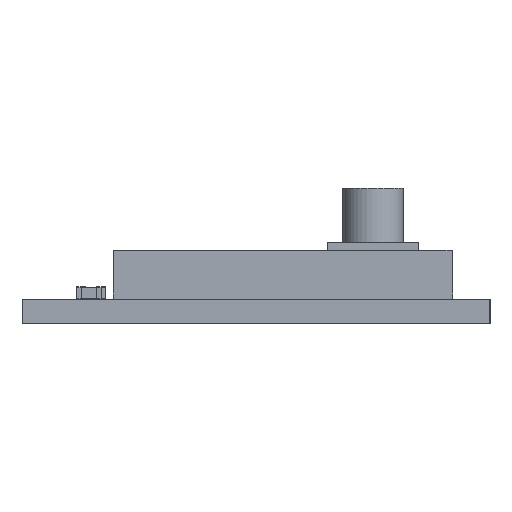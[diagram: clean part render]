
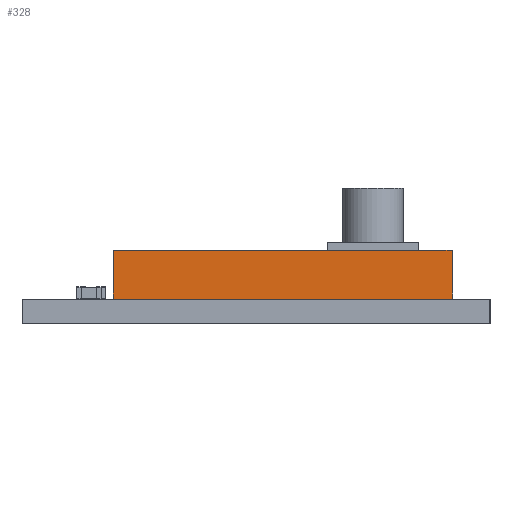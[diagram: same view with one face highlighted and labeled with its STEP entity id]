
A CAD part, left-side view. The second image highlights one B-rep face of the part: STEP entity #328.
In plain terms, the highlighted free-form (B-spline) face has degree [1, 1] with [2, 2] control points.
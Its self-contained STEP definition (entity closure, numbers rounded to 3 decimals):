
#178 = B_SPLINE_SURFACE_WITH_KNOTS('',1,1,(
    (#179,#180)
    ,(#181,#182
  )),.UNSPECIFIED.,.F.,.F.,.F.,(2,2),(2,2),(0.,1.),(-1.,0.),
  .PIECEWISE_BEZIER_KNOTS.);
#179 = CARTESIAN_POINT('',(7.4,-11.15,3.2));
#180 = CARTESIAN_POINT('',(7.4,-11.15,0.));
#181 = CARTESIAN_POINT('',(-7.4,-11.15,3.2));
#182 = CARTESIAN_POINT('',(-7.4,-11.15,0.));
#203 = B_SPLINE_SURFACE_WITH_KNOTS('',1,1,(
    (#204,#205)
    ,(#206,#207
    )),.UNSPECIFIED.,.F.,.F.,.F.,(2,2),(2,2),(-0.5,0.5),(-0.5,0.5),
  .PIECEWISE_BEZIER_KNOTS.);
#204 = CARTESIAN_POINT('',(-7.4,-11.15,3.2));
#205 = CARTESIAN_POINT('',(-7.4,11.15,3.2));
#206 = CARTESIAN_POINT('',(7.4,-11.15,3.2));
#207 = CARTESIAN_POINT('',(7.4,11.15,3.2));
#228 = B_SPLINE_SURFACE_WITH_KNOTS('',1,1,(
    (#229,#230)
    ,(#231,#232
  )),.UNSPECIFIED.,.F.,.F.,.F.,(2,2),(2,2),(0.,1.),(-1.,0.),
  .PIECEWISE_BEZIER_KNOTS.);
#229 = CARTESIAN_POINT('',(-7.4,11.15,3.2));
#230 = CARTESIAN_POINT('',(-7.4,11.15,0.));
#231 = CARTESIAN_POINT('',(7.4,11.15,3.2));
#232 = CARTESIAN_POINT('',(7.4,11.15,0.));
#251 = B_SPLINE_SURFACE_WITH_KNOTS('',1,1,(
    (#252,#253)
    ,(#254,#255
    )),.UNSPECIFIED.,.F.,.F.,.F.,(2,2),(2,2),(-0.5,0.5),(-0.5,0.5),
  .PIECEWISE_BEZIER_KNOTS.);
#252 = CARTESIAN_POINT('',(-7.4,-11.15,0.));
#253 = CARTESIAN_POINT('',(-7.4,11.15,0.));
#254 = CARTESIAN_POINT('',(7.4,-11.15,0.));
#255 = CARTESIAN_POINT('',(7.4,11.15,0.));
#267 = VERTEX_POINT('',#268);
#268 = CARTESIAN_POINT('',(7.4,11.15,3.2));
#286 = EDGE_CURVE('',#287,#267,#289,.T.);
#287 = VERTEX_POINT('',#288);
#288 = CARTESIAN_POINT('',(7.4,11.15,0.));
#289 = SURFACE_CURVE('',#290,(#293,#299),.PCURVE_S1.);
#290 = B_SPLINE_CURVE_WITH_KNOTS('',1,(#291,#292),.UNSPECIFIED.,.F.,.F.,
  (2,2),(0.,1.),.PIECEWISE_BEZIER_KNOTS.);
#291 = CARTESIAN_POINT('',(7.4,11.15,0.));
#292 = CARTESIAN_POINT('',(7.4,11.15,3.2));
#293 = PCURVE('',#228,#294);
#294 = DEFINITIONAL_REPRESENTATION('',(#295),#298);
#295 = B_SPLINE_CURVE_WITH_KNOTS('',1,(#296,#297),.UNSPECIFIED.,.F.,.F.,
  (2,2),(0.,1.),.PIECEWISE_BEZIER_KNOTS.);
#296 = CARTESIAN_POINT('',(1.,0.));
#297 = CARTESIAN_POINT('',(1.,-1.));
#298 = ( GEOMETRIC_REPRESENTATION_CONTEXT(2) 
PARAMETRIC_REPRESENTATION_CONTEXT() REPRESENTATION_CONTEXT('2D SPACE',''
  ) );
#299 = PCURVE('',#300,#305);
#300 = B_SPLINE_SURFACE_WITH_KNOTS('',1,1,(
    (#301,#302)
    ,(#303,#304
  )),.UNSPECIFIED.,.F.,.F.,.F.,(2,2),(2,2),(0.,1.),(-1.,0.),
  .PIECEWISE_BEZIER_KNOTS.);
#301 = CARTESIAN_POINT('',(7.4,11.15,3.2));
#302 = CARTESIAN_POINT('',(7.4,11.15,0.));
#303 = CARTESIAN_POINT('',(7.4,-11.15,3.2));
#304 = CARTESIAN_POINT('',(7.4,-11.15,0.));
#305 = DEFINITIONAL_REPRESENTATION('',(#306),#309);
#306 = B_SPLINE_CURVE_WITH_KNOTS('',1,(#307,#308),.UNSPECIFIED.,.F.,.F.,
  (2,2),(0.,1.),.PIECEWISE_BEZIER_KNOTS.);
#307 = CARTESIAN_POINT('',(0.,0.));
#308 = CARTESIAN_POINT('',(0.,-1.));
#309 = ( GEOMETRIC_REPRESENTATION_CONTEXT(2) 
PARAMETRIC_REPRESENTATION_CONTEXT() REPRESENTATION_CONTEXT('2D SPACE',''
  ) );
#328 = ADVANCED_FACE('',(#329),#300,.T.);
#329 = FACE_BOUND('',#330,.T.);
#330 = EDGE_LOOP('',(#331,#332,#352,#372));
#331 = ORIENTED_EDGE('',*,*,#286,.T.);
#332 = ORIENTED_EDGE('',*,*,#333,.T.);
#333 = EDGE_CURVE('',#267,#334,#336,.T.);
#334 = VERTEX_POINT('',#335);
#335 = CARTESIAN_POINT('',(7.4,-11.15,3.2));
#336 = SURFACE_CURVE('',#337,(#340,#346),.PCURVE_S1.);
#337 = B_SPLINE_CURVE_WITH_KNOTS('',1,(#338,#339),.UNSPECIFIED.,.F.,.F.,
  (2,2),(0.,1.),.PIECEWISE_BEZIER_KNOTS.);
#338 = CARTESIAN_POINT('',(7.4,11.15,3.2));
#339 = CARTESIAN_POINT('',(7.4,-11.15,3.2));
#340 = PCURVE('',#300,#341);
#341 = DEFINITIONAL_REPRESENTATION('',(#342),#345);
#342 = B_SPLINE_CURVE_WITH_KNOTS('',1,(#343,#344),.UNSPECIFIED.,.F.,.F.,
  (2,2),(0.,1.),.PIECEWISE_BEZIER_KNOTS.);
#343 = CARTESIAN_POINT('',(0.,-1.));
#344 = CARTESIAN_POINT('',(1.,-1.));
#345 = ( GEOMETRIC_REPRESENTATION_CONTEXT(2) 
PARAMETRIC_REPRESENTATION_CONTEXT() REPRESENTATION_CONTEXT('2D SPACE',''
  ) );
#346 = PCURVE('',#203,#347);
#347 = DEFINITIONAL_REPRESENTATION('',(#348),#351);
#348 = B_SPLINE_CURVE_WITH_KNOTS('',1,(#349,#350),.UNSPECIFIED.,.F.,.F.,
  (2,2),(0.,1.),.PIECEWISE_BEZIER_KNOTS.);
#349 = CARTESIAN_POINT('',(0.5,0.5));
#350 = CARTESIAN_POINT('',(0.5,-0.5));
#351 = ( GEOMETRIC_REPRESENTATION_CONTEXT(2) 
PARAMETRIC_REPRESENTATION_CONTEXT() REPRESENTATION_CONTEXT('2D SPACE',''
  ) );
#352 = ORIENTED_EDGE('',*,*,#353,.F.);
#353 = EDGE_CURVE('',#354,#334,#356,.T.);
#354 = VERTEX_POINT('',#355);
#355 = CARTESIAN_POINT('',(7.4,-11.15,0.));
#356 = SURFACE_CURVE('',#357,(#360,#366),.PCURVE_S1.);
#357 = B_SPLINE_CURVE_WITH_KNOTS('',1,(#358,#359),.UNSPECIFIED.,.F.,.F.,
  (2,2),(0.,1.),.PIECEWISE_BEZIER_KNOTS.);
#358 = CARTESIAN_POINT('',(7.4,-11.15,0.));
#359 = CARTESIAN_POINT('',(7.4,-11.15,3.2));
#360 = PCURVE('',#300,#361);
#361 = DEFINITIONAL_REPRESENTATION('',(#362),#365);
#362 = B_SPLINE_CURVE_WITH_KNOTS('',1,(#363,#364),.UNSPECIFIED.,.F.,.F.,
  (2,2),(0.,1.),.PIECEWISE_BEZIER_KNOTS.);
#363 = CARTESIAN_POINT('',(1.,0.));
#364 = CARTESIAN_POINT('',(1.,-1.));
#365 = ( GEOMETRIC_REPRESENTATION_CONTEXT(2) 
PARAMETRIC_REPRESENTATION_CONTEXT() REPRESENTATION_CONTEXT('2D SPACE',''
  ) );
#366 = PCURVE('',#178,#367);
#367 = DEFINITIONAL_REPRESENTATION('',(#368),#371);
#368 = B_SPLINE_CURVE_WITH_KNOTS('',1,(#369,#370),.UNSPECIFIED.,.F.,.F.,
  (2,2),(0.,1.),.PIECEWISE_BEZIER_KNOTS.);
#369 = CARTESIAN_POINT('',(0.,0.));
#370 = CARTESIAN_POINT('',(0.,-1.));
#371 = ( GEOMETRIC_REPRESENTATION_CONTEXT(2) 
PARAMETRIC_REPRESENTATION_CONTEXT() REPRESENTATION_CONTEXT('2D SPACE',''
  ) );
#372 = ORIENTED_EDGE('',*,*,#373,.F.);
#373 = EDGE_CURVE('',#287,#354,#374,.T.);
#374 = SURFACE_CURVE('',#375,(#378,#384),.PCURVE_S1.);
#375 = B_SPLINE_CURVE_WITH_KNOTS('',1,(#376,#377),.UNSPECIFIED.,.F.,.F.,
  (2,2),(0.,1.),.PIECEWISE_BEZIER_KNOTS.);
#376 = CARTESIAN_POINT('',(7.4,11.15,0.));
#377 = CARTESIAN_POINT('',(7.4,-11.15,0.));
#378 = PCURVE('',#300,#379);
#379 = DEFINITIONAL_REPRESENTATION('',(#380),#383);
#380 = B_SPLINE_CURVE_WITH_KNOTS('',1,(#381,#382),.UNSPECIFIED.,.F.,.F.,
  (2,2),(0.,1.),.PIECEWISE_BEZIER_KNOTS.);
#381 = CARTESIAN_POINT('',(0.,0.));
#382 = CARTESIAN_POINT('',(1.,0.));
#383 = ( GEOMETRIC_REPRESENTATION_CONTEXT(2) 
PARAMETRIC_REPRESENTATION_CONTEXT() REPRESENTATION_CONTEXT('2D SPACE',''
  ) );
#384 = PCURVE('',#251,#385);
#385 = DEFINITIONAL_REPRESENTATION('',(#386),#389);
#386 = B_SPLINE_CURVE_WITH_KNOTS('',1,(#387,#388),.UNSPECIFIED.,.F.,.F.,
  (2,2),(0.,1.),.PIECEWISE_BEZIER_KNOTS.);
#387 = CARTESIAN_POINT('',(0.5,0.5));
#388 = CARTESIAN_POINT('',(0.5,-0.5));
#389 = ( GEOMETRIC_REPRESENTATION_CONTEXT(2) 
PARAMETRIC_REPRESENTATION_CONTEXT() REPRESENTATION_CONTEXT('2D SPACE',''
  ) );
